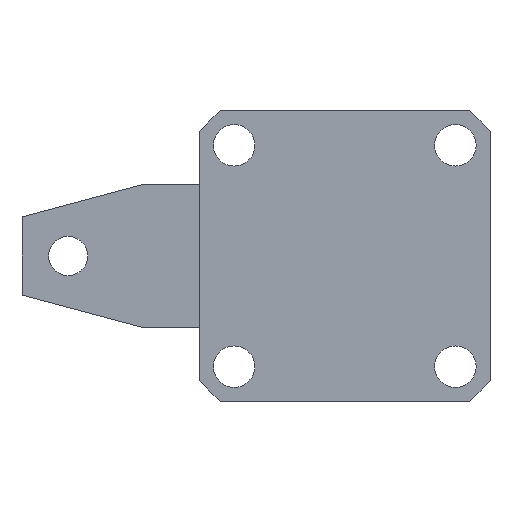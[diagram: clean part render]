
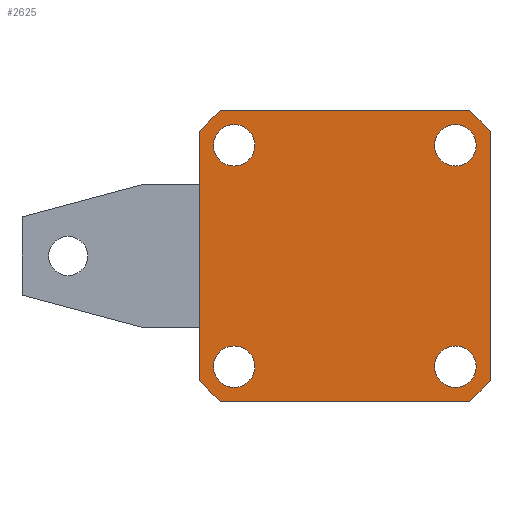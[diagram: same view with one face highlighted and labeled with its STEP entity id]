
A CAD part, front view. The second image highlights one B-rep face of the part: STEP entity #2625.
In plain terms, the highlighted planar face has unit normal (0, -1, 0).
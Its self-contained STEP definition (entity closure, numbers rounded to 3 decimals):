
#677 = FACE_BOUND ( 'NONE', #4659, .T. ) ;
#678 = FACE_BOUND ( 'NONE', #4898, .T. ) ;
#679 = FACE_BOUND ( 'NONE', #4470, .T. ) ;
#681 = FACE_OUTER_BOUND ( 'NONE', #4680, .T. ) ;
#685 = FACE_BOUND ( 'NONE', #4700, .T. ) ;
#708 = CIRCLE ( 'NONE', #2805, 41.5 ) ;
#709 = CIRCLE ( 'NONE', #2804, 41.5 ) ;
#711 = CIRCLE ( 'NONE', #2802, 41.5 ) ;
#712 = CIRCLE ( 'NONE', #2801, 4.5 ) ;
#713 = CIRCLE ( 'NONE', #2800, 4.5 ) ;
#714 = CIRCLE ( 'NONE', #2799, 4.5 ) ;
#716 = CIRCLE ( 'NONE', #2798, 4.5 ) ;
#717 = VECTOR ( 'NONE', #3890, 1000. ) ;
#718 = CIRCLE ( 'NONE', #2803, 41.5 ) ;
#720 = LINE ( 'NONE', #3889, #717 ) ;
#723 = VECTOR ( 'NONE', #3886, 1000. ) ;
#726 = LINE ( 'NONE', #3884, #723 ) ;
#729 = VECTOR ( 'NONE', #3880, 1000. ) ;
#732 = LINE ( 'NONE', #3878, #729 ) ;
#789 = VECTOR ( 'NONE', #5653, 1000. ) ;
#807 = LINE ( 'NONE', #5646, #789 ) ;
#817 = CIRCLE ( 'NONE', #2769, 4.5 ) ;
#823 = CIRCLE ( 'NONE', #2767, 4.5 ) ;
#829 = CIRCLE ( 'NONE', #2765, 4.5 ) ;
#831 = CIRCLE ( 'NONE', #2763, 4.5 ) ;
#1384 = VERTEX_POINT ( 'NONE', #1804 ) ;
#1386 = VERTEX_POINT ( 'NONE', #1806 ) ;
#1388 = VERTEX_POINT ( 'NONE', #1808 ) ;
#1390 = VERTEX_POINT ( 'NONE', #1810 ) ;
#1395 = VERTEX_POINT ( 'NONE', #1815 ) ;
#1396 = VERTEX_POINT ( 'NONE', #1816 ) ;
#1426 = VERTEX_POINT ( 'NONE', #1846 ) ;
#1431 = VERTEX_POINT ( 'NONE', #1851 ) ;
#1449 = VERTEX_POINT ( 'NONE', #1869 ) ;
#1464 = VERTEX_POINT ( 'NONE', #1884 ) ;
#1465 = VERTEX_POINT ( 'NONE', #1885 ) ;
#1468 = VERTEX_POINT ( 'NONE', #1888 ) ;
#1469 = VERTEX_POINT ( 'NONE', #1889 ) ;
#1472 = VERTEX_POINT ( 'NONE', #1892 ) ;
#1473 = VERTEX_POINT ( 'NONE', #1893 ) ;
#1476 = VERTEX_POINT ( 'NONE', #1896 ) ;
#1804 = CARTESIAN_POINT ( 'NONE',  ( -31.5, 0., 27.019 ) ) ;
#1806 = CARTESIAN_POINT ( 'NONE',  ( -27.019, 0., -31.5 ) ) ;
#1808 = CARTESIAN_POINT ( 'NONE',  ( 31.5, 0., -27.019 ) ) ;
#1810 = CARTESIAN_POINT ( 'NONE',  ( -31.5, 0., -27.019 ) ) ;
#1815 = CARTESIAN_POINT ( 'NONE',  ( 27.019, 0., -31.5 ) ) ;
#1816 = CARTESIAN_POINT ( 'NONE',  ( 31.5, 0., 27.019 ) ) ;
#1846 = CARTESIAN_POINT ( 'NONE',  ( 27.019, 0., 31.5 ) ) ;
#1851 = CARTESIAN_POINT ( 'NONE',  ( -27.019, 0., 31.5 ) ) ;
#1869 = CARTESIAN_POINT ( 'NONE',  ( 24., 0., -19.5 ) ) ;
#1884 = CARTESIAN_POINT ( 'NONE',  ( -24., 0., -28.5 ) ) ;
#1885 = CARTESIAN_POINT ( 'NONE',  ( -24., 0., -19.5 ) ) ;
#1888 = CARTESIAN_POINT ( 'NONE',  ( -24., 0., 19.5 ) ) ;
#1889 = CARTESIAN_POINT ( 'NONE',  ( -24., 0., 28.5 ) ) ;
#1892 = CARTESIAN_POINT ( 'NONE',  ( 24., 0., 19.5 ) ) ;
#1893 = CARTESIAN_POINT ( 'NONE',  ( 24., 0., 28.5 ) ) ;
#1896 = CARTESIAN_POINT ( 'NONE',  ( 24., 0., -28.5 ) ) ;
#2268 = EDGE_CURVE ( 'NONE', #1449, #1476, #831, .T. ) ;
#2272 = EDGE_CURVE ( 'NONE', #1473, #1472, #829, .T. ) ;
#2276 = EDGE_CURVE ( 'NONE', #1469, #1468, #823, .T. ) ;
#2280 = EDGE_CURVE ( 'NONE', #1465, #1464, #817, .T. ) ;
#2296 = EDGE_CURVE ( 'NONE', #1431, #1426, #807, .T. ) ;
#2357 = EDGE_CURVE ( 'NONE', #1396, #1388, #732, .T. ) ;
#2360 = EDGE_CURVE ( 'NONE', #1395, #1386, #726, .T. ) ;
#2363 = EDGE_CURVE ( 'NONE', #1390, #1384, #720, .T. ) ;
#2365 = EDGE_CURVE ( 'NONE', #1476, #1449, #716, .T. ) ;
#2366 = EDGE_CURVE ( 'NONE', #1472, #1473, #714, .T. ) ;
#2367 = EDGE_CURVE ( 'NONE', #1468, #1469, #713, .T. ) ;
#2368 = EDGE_CURVE ( 'NONE', #1464, #1465, #712, .T. ) ;
#2369 = EDGE_CURVE ( 'NONE', #1395, #1388, #711, .T. ) ;
#2370 = EDGE_CURVE ( 'NONE', #1396, #1426, #718, .T. ) ;
#2371 = EDGE_CURVE ( 'NONE', #1431, #1384, #709, .T. ) ;
#2372 = EDGE_CURVE ( 'NONE', #1390, #1386, #708, .T. ) ;
#2625 = ADVANCED_FACE ( 'NONE', ( #685, #677, #679, #678, #681 ), #4033, .T. ) ;
#2763 = AXIS2_PLACEMENT_3D ( 'NONE', #5564, #5565, #5566 ) ;
#2765 = AXIS2_PLACEMENT_3D ( 'NONE', #5574, #5575, #5576 ) ;
#2767 = AXIS2_PLACEMENT_3D ( 'NONE', #5584, #5585, #5586 ) ;
#2769 = AXIS2_PLACEMENT_3D ( 'NONE', #5594, #5595, #5596 ) ;
#2798 = AXIS2_PLACEMENT_3D ( 'NONE', #3892, #3893, #3894 ) ;
#2799 = AXIS2_PLACEMENT_3D ( 'NONE', #3895, #3896, #3897 ) ;
#2800 = AXIS2_PLACEMENT_3D ( 'NONE', #3898, #3899, #3900 ) ;
#2801 = AXIS2_PLACEMENT_3D ( 'NONE', #3901, #3902, #3903 ) ;
#2802 = AXIS2_PLACEMENT_3D ( 'NONE', #3904, #3905, #3906 ) ;
#2803 = AXIS2_PLACEMENT_3D ( 'NONE', #3907, #3908, #3909 ) ;
#2804 = AXIS2_PLACEMENT_3D ( 'NONE', #3910, #3911, #3912 ) ;
#2805 = AXIS2_PLACEMENT_3D ( 'NONE', #3913, #3914, #3915 ) ;
#2823 = AXIS2_PLACEMENT_3D ( 'NONE', #4030, #4026, #4036 ) ;
#3878 = CARTESIAN_POINT ( 'NONE',  ( 31.5, 0., 31.5 ) ) ;
#3880 = DIRECTION ( 'NONE',  ( 0., 0., -1. ) ) ;
#3884 = CARTESIAN_POINT ( 'NONE',  ( -31.5, 0., -31.5 ) ) ;
#3886 = DIRECTION ( 'NONE',  ( -1., 0., 0. ) ) ;
#3889 = CARTESIAN_POINT ( 'NONE',  ( -31.5, 0., 31.5 ) ) ;
#3890 = DIRECTION ( 'NONE',  ( 0., 0., 1. ) ) ;
#3892 = CARTESIAN_POINT ( 'NONE',  ( 24., 0., -24. ) ) ;
#3893 = DIRECTION ( 'NONE',  ( 0., -1., 0. ) ) ;
#3894 = DIRECTION ( 'NONE',  ( 0., 0., -1. ) ) ;
#3895 = CARTESIAN_POINT ( 'NONE',  ( 24., 0., 24. ) ) ;
#3896 = DIRECTION ( 'NONE',  ( 0., -1., 0. ) ) ;
#3897 = DIRECTION ( 'NONE',  ( 0., 0., -1. ) ) ;
#3898 = CARTESIAN_POINT ( 'NONE',  ( -24., 0., 24. ) ) ;
#3899 = DIRECTION ( 'NONE',  ( 0., -1., 0. ) ) ;
#3900 = DIRECTION ( 'NONE',  ( 0., 0., -1. ) ) ;
#3901 = CARTESIAN_POINT ( 'NONE',  ( -24., 0., -24. ) ) ;
#3902 = DIRECTION ( 'NONE',  ( 0., -1., 0. ) ) ;
#3903 = DIRECTION ( 'NONE',  ( 0., 0., -1. ) ) ;
#3904 = CARTESIAN_POINT ( 'NONE',  ( 0., 0., 0. ) ) ;
#3905 = DIRECTION ( 'NONE',  ( 0., -1., 0. ) ) ;
#3906 = DIRECTION ( 'NONE',  ( 0., 0., -1. ) ) ;
#3907 = CARTESIAN_POINT ( 'NONE',  ( 0., 0., 0. ) ) ;
#3908 = DIRECTION ( 'NONE',  ( 0., -1., 0. ) ) ;
#3909 = DIRECTION ( 'NONE',  ( 0., 0., -1. ) ) ;
#3910 = CARTESIAN_POINT ( 'NONE',  ( 0., 0., 0. ) ) ;
#3911 = DIRECTION ( 'NONE',  ( 0., -1., 0. ) ) ;
#3912 = DIRECTION ( 'NONE',  ( 0., 0., -1. ) ) ;
#3913 = CARTESIAN_POINT ( 'NONE',  ( 0., 0., 0. ) ) ;
#3914 = DIRECTION ( 'NONE',  ( 0., -1., 0. ) ) ;
#3915 = DIRECTION ( 'NONE',  ( 0., 0., -1. ) ) ;
#4026 = DIRECTION ( 'NONE',  ( 0., -1., 0. ) ) ;
#4030 = CARTESIAN_POINT ( 'NONE',  ( 0., 0., 0. ) ) ;
#4033 = PLANE ( 'NONE',  #2823 ) ;
#4036 = DIRECTION ( 'NONE',  ( 0., 0., -1. ) ) ;
#4261 = ORIENTED_EDGE ( 'NONE', *, *, #2365, .F. ) ;
#4295 = ORIENTED_EDGE ( 'NONE', *, *, #2371, .T. ) ;
#4320 = ORIENTED_EDGE ( 'NONE', *, *, #2367, .F. ) ;
#4324 = ORIENTED_EDGE ( 'NONE', *, *, #2366, .F. ) ;
#4398 = ORIENTED_EDGE ( 'NONE', *, *, #2368, .F. ) ;
#4470 = EDGE_LOOP ( 'NONE', ( #5074, #4320 ) ) ;
#4625 = ORIENTED_EDGE ( 'NONE', *, *, #2357, .F. ) ;
#4659 = EDGE_LOOP ( 'NONE', ( #4877, #4324 ) ) ;
#4673 = ORIENTED_EDGE ( 'NONE', *, *, #2280, .F. ) ;
#4680 = EDGE_LOOP ( 'NONE', ( #4726, #4742, #4625, #5077, #4790, #4295, #4845, #4692 ) ) ;
#4692 = ORIENTED_EDGE ( 'NONE', *, *, #2372, .T. ) ;
#4700 = EDGE_LOOP ( 'NONE', ( #4942, #4261 ) ) ;
#4726 = ORIENTED_EDGE ( 'NONE', *, *, #2360, .F. ) ;
#4742 = ORIENTED_EDGE ( 'NONE', *, *, #2369, .T. ) ;
#4790 = ORIENTED_EDGE ( 'NONE', *, *, #2296, .F. ) ;
#4845 = ORIENTED_EDGE ( 'NONE', *, *, #2363, .F. ) ;
#4877 = ORIENTED_EDGE ( 'NONE', *, *, #2272, .F. ) ;
#4898 = EDGE_LOOP ( 'NONE', ( #4673, #4398 ) ) ;
#4942 = ORIENTED_EDGE ( 'NONE', *, *, #2268, .F. ) ;
#5074 = ORIENTED_EDGE ( 'NONE', *, *, #2276, .F. ) ;
#5077 = ORIENTED_EDGE ( 'NONE', *, *, #2370, .T. ) ;
#5564 = CARTESIAN_POINT ( 'NONE',  ( 24., 0., -24. ) ) ;
#5565 = DIRECTION ( 'NONE',  ( 0., -1., 0. ) ) ;
#5566 = DIRECTION ( 'NONE',  ( 0., 0., -1. ) ) ;
#5574 = CARTESIAN_POINT ( 'NONE',  ( 24., 0., 24. ) ) ;
#5575 = DIRECTION ( 'NONE',  ( 0., -1., 0. ) ) ;
#5576 = DIRECTION ( 'NONE',  ( 0., 0., -1. ) ) ;
#5584 = CARTESIAN_POINT ( 'NONE',  ( -24., 0., 24. ) ) ;
#5585 = DIRECTION ( 'NONE',  ( 0., -1., 0. ) ) ;
#5586 = DIRECTION ( 'NONE',  ( 0., 0., -1. ) ) ;
#5594 = CARTESIAN_POINT ( 'NONE',  ( -24., 0., -24. ) ) ;
#5595 = DIRECTION ( 'NONE',  ( 0., -1., 0. ) ) ;
#5596 = DIRECTION ( 'NONE',  ( 0., 0., -1. ) ) ;
#5646 = CARTESIAN_POINT ( 'NONE',  ( -31.5, 0., 31.5 ) ) ;
#5653 = DIRECTION ( 'NONE',  ( 1., 0., 0. ) ) ;
